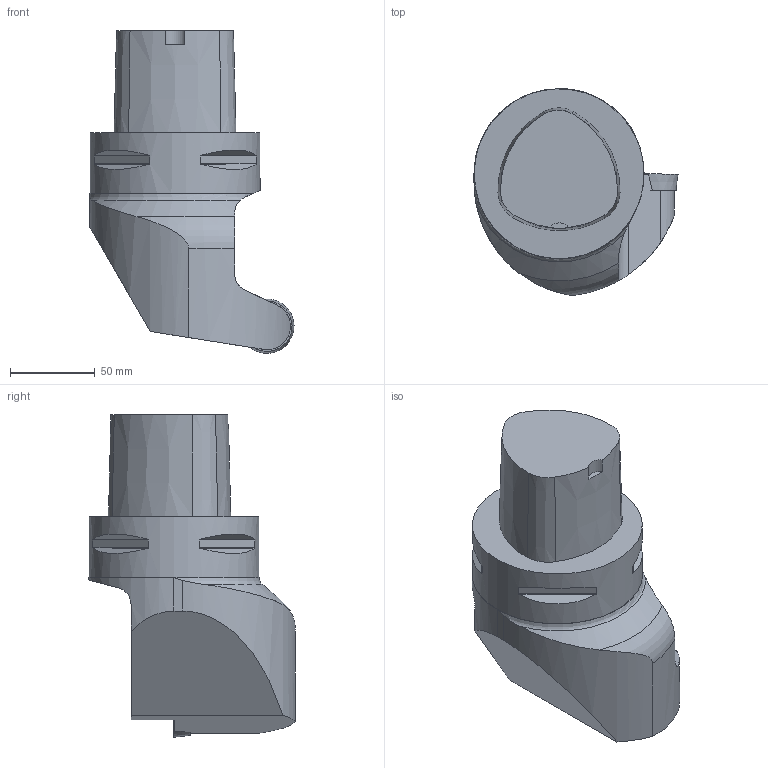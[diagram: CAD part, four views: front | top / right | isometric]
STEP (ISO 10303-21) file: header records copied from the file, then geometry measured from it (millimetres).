
FILE_DESCRIPTION(/* description */ (''),/* implementation_level */ '2;1');
FILE_NAME(/* name */ '1567067595068.stp',/* time_stamp */ '2019-08-29T14:03:31+06:00',/* author */ (''),/* organization */ ('SMS'),/* preprocessor_version */ 'ST-DEVELOPER v15',/* originating_system */ 'SIEMENS PLM Software NX 8.5',/* authorisation */ '');
FILE_SCHEMA (('AUTOMOTIVE_DESIGN { 1 0 10303 214 3 1 1 1 }'));
Length unit declared in the file: millimetre
Products named in the file (4): IsoTurningInsert; ASSEMBLY_CONSTRUCTION; 201778245mod000_00; 201778243mod000_00
Assembly tree (3 placements, depth 2):
  201778243mod000_00
    201778245mod000_00
    ASSEMBLY_CONSTRUCTION
    IsoTurningInsert
Bounding box: 120.14 x 121.87 x 189.99 mm (x, y, z)
Volume: 1060254.8 mm3; surface area: 73266.3 mm2
Topology: 2 solids, 8 shells, 94 faces, 221 edges, 152 vertices
Faces by surface type: plane 42, cylinder 31, cone 16, torus 5
Full cylindrical faces by diameter (mm): 2.7 x2, 4 x1, 9.5 x2, 100 x1
Entity records: 3133 total; most frequent: CARTESIAN_POINT 936, DIRECTION 442, ORIENTED_EDGE 388, EDGE_CURVE 194, AXIS2_PLACEMENT_3D 183, VERTEX_POINT 137, EDGE_LOOP 114, ADVANCED_FACE 94
